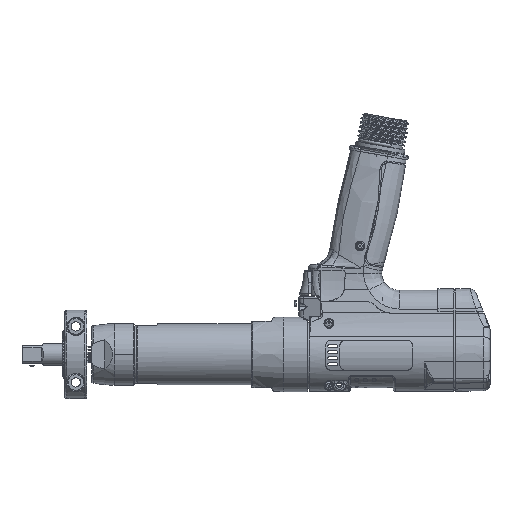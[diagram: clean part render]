
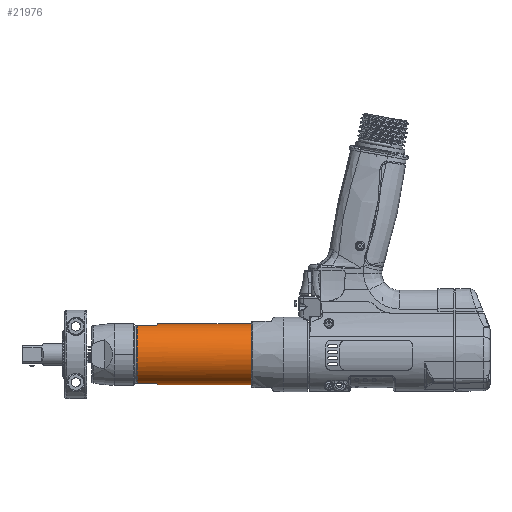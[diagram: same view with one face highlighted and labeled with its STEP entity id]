
A CAD part, front view. The second image highlights one B-rep face of the part: STEP entity #21976.
In plain terms, the highlighted cylindrical face has radius 21.844 mm (diameter 43.688 mm), a partial arc.
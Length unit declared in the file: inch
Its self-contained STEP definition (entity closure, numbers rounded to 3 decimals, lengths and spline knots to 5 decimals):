
#21025=CARTESIAN_POINT('',(-1.2855,0.,-0.385));
#21026=DIRECTION('',(1.,0.,0.));
#21027=DIRECTION('',(0.,0.,1.));
#21028=AXIS2_PLACEMENT_3D('',#21025,#21026,#21027);
#21030=DIRECTION('',(-1.,0.,0.));
#21031=VECTOR('',#21030,3.32685);
#21032=CARTESIAN_POINT('',(-1.2855,0.,-1.245));
#21033=LINE('',#21032,#21031);
#21034=CARTESIAN_POINT('',(-5.1925,0.,-0.385));
#21035=DIRECTION('',(-1.,0.,0.));
#21036=DIRECTION('',(0.,-0.332,-0.943));
#21037=AXIS2_PLACEMENT_3D('',#21034,#21035,#21036);
#21039=DIRECTION('',(1.,0.,0.));
#21040=VECTOR('',#21039,0.552);
#21041=CARTESIAN_POINT('',(-5.1925,-0.28544,0.42625));
#21042=LINE('',#21041,#21040);
#21043=DIRECTION('',(1.,0.,0.));
#21044=VECTOR('',#21043,3.32685);
#21045=CARTESIAN_POINT('',(-4.61235,0.,0.475));
#21046=LINE('',#21045,#21044);
#21053=CARTESIAN_POINT('',(-4.6405,-0.28544,-1.19625));
#21054=CARTESIAN_POINT('',(-4.6312,-0.23966,
-1.21235));
#21055=CARTESIAN_POINT('',(-4.61723,-0.14631,
-1.23655));
#21056=CARTESIAN_POINT('',(-4.61235,-0.04941,-1.245));
#21057=CARTESIAN_POINT('',(-4.61235,0.,-1.245));
#21090=CARTESIAN_POINT('',(-5.1925,-0.28544,-1.19625));
#21092=DIRECTION('',(1.,0.,0.));
#21093=VECTOR('',#21092,0.552);
#21094=CARTESIAN_POINT('',(-5.1925,-0.28544,-1.19625));
#21095=LINE('',#21094,#21093);
#21140=CARTESIAN_POINT('',(-4.61235,0.,0.475));
#21141=CARTESIAN_POINT('',(-4.61235,-0.04941,0.475));
#21142=CARTESIAN_POINT('',(-4.61723,-0.14631,
0.46655));
#21143=CARTESIAN_POINT('',(-4.6312,-0.23966,
0.44235));
#21144=CARTESIAN_POINT('',(-4.6405,-0.28544,0.42625));
#21354=CARTESIAN_POINT('',(-5.1925,-0.28544,0.42625));
#21355=CARTESIAN_POINT('',(-4.6405,-0.28544,0.42625));
#21356=VERTEX_POINT('',#21354);
#21357=VERTEX_POINT('',#21355);
#21358=CARTESIAN_POINT('',(-1.2855,0.,0.475));
#21359=CARTESIAN_POINT('',(-1.2855,0.,-1.245));
#21360=VERTEX_POINT('',#21358);
#21361=VERTEX_POINT('',#21359);
#21364=CARTESIAN_POINT('',(-4.61235,0.,-1.245));
#21365=VERTEX_POINT('',#21364);
#21366=CARTESIAN_POINT('',(-4.61235,0.,0.475));
#21367=VERTEX_POINT('',#21366);
#21369=VERTEX_POINT('',#21053);
#21372=VERTEX_POINT('',#21090);
#21956=CARTESIAN_POINT('',(-1.20736,0.,-0.385));
#21957=DIRECTION('',(-1.,0.,0.));
#21958=DIRECTION('',(0.,0.,1.));
#21959=AXIS2_PLACEMENT_3D('',#21956,#21957,#21958);
#21960=CYLINDRICAL_SURFACE('',#21959,0.86);
#21962=ORIENTED_EDGE('',*,*,#21961,.T.);
#21963=ORIENTED_EDGE('',*,*,#21936,.T.);
#21965=ORIENTED_EDGE('',*,*,#21964,.F.);
#21967=ORIENTED_EDGE('',*,*,#21966,.F.);
#21969=ORIENTED_EDGE('',*,*,#21968,.T.);
#21970=ORIENTED_EDGE('',*,*,#21902,.T.);
#21972=ORIENTED_EDGE('',*,*,#21971,.F.);
#21973=ORIENTED_EDGE('',*,*,#21925,.T.);
#21974=EDGE_LOOP('',(#21962,#21963,#21965,#21967,#21969,#21970,#21972,#21973));
#21975=FACE_OUTER_BOUND('',#21974,.F.);
#21976=ADVANCED_FACE('',(#21975),#21960,.T.);
#21029=CIRCLE('',#21028,0.86);
#21038=CIRCLE('',#21037,0.86);
#21058=B_SPLINE_CURVE_WITH_KNOTS('',3,(#21053,#21054,#21055,#21056,#21057),
.UNSPECIFIED.,.F.,.F.,(4,1,4),(0.,0.5,1.),.UNSPECIFIED.);
#21145=B_SPLINE_CURVE_WITH_KNOTS('',3,(#21140,#21141,#21142,#21143,#21144),
.UNSPECIFIED.,.F.,.F.,(4,1,4),(0.,0.5,1.),.UNSPECIFIED.);
#21902=EDGE_CURVE('',#21356,#21357,#21042,.T.);
#21925=EDGE_CURVE('',#21367,#21360,#21046,.T.);
#21936=EDGE_CURVE('',#21361,#21365,#21033,.T.);
#21961=EDGE_CURVE('',#21360,#21361,#21029,.T.);
#21964=EDGE_CURVE('',#21369,#21365,#21058,.T.);
#21966=EDGE_CURVE('',#21372,#21369,#21095,.T.);
#21968=EDGE_CURVE('',#21372,#21356,#21038,.T.);
#21971=EDGE_CURVE('',#21367,#21357,#21145,.T.);
